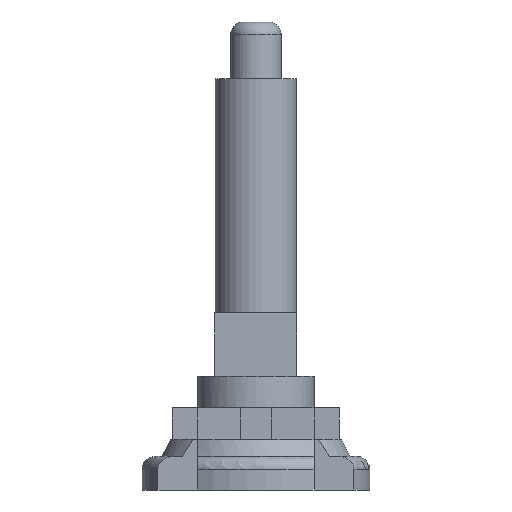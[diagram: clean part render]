
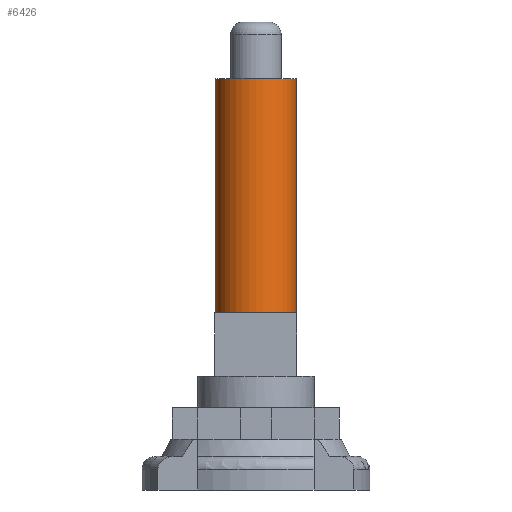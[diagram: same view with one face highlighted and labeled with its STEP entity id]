
A CAD part, front view. The second image highlights one B-rep face of the part: STEP entity #6426.
In plain terms, the highlighted cylindrical face has radius 3.2 mm (diameter 6.4 mm), a full revolution.
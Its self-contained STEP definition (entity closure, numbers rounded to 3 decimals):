
#6426 = ADVANCED_FACE('',(#6427),#6441,.T.);
#6427 = FACE_BOUND('',#6428,.T.);
#6428 = EDGE_LOOP('',(#6429,#6459,#6486,#6487));
#6429 = ORIENTED_EDGE('',*,*,#6430,.T.);
#6430 = EDGE_CURVE('',#6431,#6433,#6435,.T.);
#6431 = VERTEX_POINT('',#6432);
#6432 = CARTESIAN_POINT('',(3.2,0.,16.));
#6433 = VERTEX_POINT('',#6434);
#6434 = CARTESIAN_POINT('',(3.2,0.,34.5));
#6435 = SEAM_CURVE('',#6436,(#6440,#6452),.PCURVE_S1.);
#6436 = LINE('',#6437,#6438);
#6437 = CARTESIAN_POINT('',(3.2,0.,16.));
#6438 = VECTOR('',#6439,1.);
#6439 = DIRECTION('',(0.,0.,1.));
#6440 = PCURVE('',#6441,#6446);
#6441 = CYLINDRICAL_SURFACE('',#6442,3.2);
#6442 = AXIS2_PLACEMENT_3D('',#6443,#6444,#6445);
#6443 = CARTESIAN_POINT('',(0.,0.,16.));
#6444 = DIRECTION('',(0.,0.,1.));
#6445 = DIRECTION('',(1.,0.,0.));
#6446 = DEFINITIONAL_REPRESENTATION('',(#6447),#6451);
#6447 = LINE('',#6448,#6449);
#6448 = CARTESIAN_POINT('',(6.283,-0.));
#6449 = VECTOR('',#6450,1.);
#6450 = DIRECTION('',(0.,1.));
#6451 = ( GEOMETRIC_REPRESENTATION_CONTEXT(2) 
PARAMETRIC_REPRESENTATION_CONTEXT() REPRESENTATION_CONTEXT('2D SPACE',''
  ) );
#6452 = PCURVE('',#6441,#6453);
#6453 = DEFINITIONAL_REPRESENTATION('',(#6454),#6458);
#6454 = LINE('',#6455,#6456);
#6455 = CARTESIAN_POINT('',(0.,-0.));
#6456 = VECTOR('',#6457,1.);
#6457 = DIRECTION('',(0.,1.));
#6458 = ( GEOMETRIC_REPRESENTATION_CONTEXT(2) 
PARAMETRIC_REPRESENTATION_CONTEXT() REPRESENTATION_CONTEXT('2D SPACE',''
  ) );
#6459 = ORIENTED_EDGE('',*,*,#6460,.F.);
#6460 = EDGE_CURVE('',#6433,#6433,#6461,.T.);
#6461 = SURFACE_CURVE('',#6462,(#6467,#6474),.PCURVE_S1.);
#6462 = CIRCLE('',#6463,3.2);
#6463 = AXIS2_PLACEMENT_3D('',#6464,#6465,#6466);
#6464 = CARTESIAN_POINT('',(0.,0.,34.5));
#6465 = DIRECTION('',(0.,0.,1.));
#6466 = DIRECTION('',(1.,0.,0.));
#6467 = PCURVE('',#6441,#6468);
#6468 = DEFINITIONAL_REPRESENTATION('',(#6469),#6473);
#6469 = LINE('',#6470,#6471);
#6470 = CARTESIAN_POINT('',(0.,18.5));
#6471 = VECTOR('',#6472,1.);
#6472 = DIRECTION('',(1.,0.));
#6473 = ( GEOMETRIC_REPRESENTATION_CONTEXT(2) 
PARAMETRIC_REPRESENTATION_CONTEXT() REPRESENTATION_CONTEXT('2D SPACE',''
  ) );
#6474 = PCURVE('',#6475,#6480);
#6475 = PLANE('',#6476);
#6476 = AXIS2_PLACEMENT_3D('',#6477,#6478,#6479);
#6477 = CARTESIAN_POINT('',(0.,0.,34.5));
#6478 = DIRECTION('',(0.,0.,1.));
#6479 = DIRECTION('',(1.,0.,0.));
#6480 = DEFINITIONAL_REPRESENTATION('',(#6481),#6485);
#6481 = CIRCLE('',#6482,3.2);
#6482 = AXIS2_PLACEMENT_2D('',#6483,#6484);
#6483 = CARTESIAN_POINT('',(0.,0.));
#6484 = DIRECTION('',(1.,0.));
#6485 = ( GEOMETRIC_REPRESENTATION_CONTEXT(2) 
PARAMETRIC_REPRESENTATION_CONTEXT() REPRESENTATION_CONTEXT('2D SPACE',''
  ) );
#6486 = ORIENTED_EDGE('',*,*,#6430,.F.);
#6487 = ORIENTED_EDGE('',*,*,#6488,.T.);
#6488 = EDGE_CURVE('',#6431,#6431,#6489,.T.);
#6489 = SURFACE_CURVE('',#6490,(#6495,#6502),.PCURVE_S1.);
#6490 = CIRCLE('',#6491,3.2);
#6491 = AXIS2_PLACEMENT_3D('',#6492,#6493,#6494);
#6492 = CARTESIAN_POINT('',(0.,0.,16.));
#6493 = DIRECTION('',(0.,0.,1.));
#6494 = DIRECTION('',(1.,0.,0.));
#6495 = PCURVE('',#6441,#6496);
#6496 = DEFINITIONAL_REPRESENTATION('',(#6497),#6501);
#6497 = LINE('',#6498,#6499);
#6498 = CARTESIAN_POINT('',(0.,0.));
#6499 = VECTOR('',#6500,1.);
#6500 = DIRECTION('',(1.,0.));
#6501 = ( GEOMETRIC_REPRESENTATION_CONTEXT(2) 
PARAMETRIC_REPRESENTATION_CONTEXT() REPRESENTATION_CONTEXT('2D SPACE',''
  ) );
#6502 = PCURVE('',#6503,#6508);
#6503 = PLANE('',#6504);
#6504 = AXIS2_PLACEMENT_3D('',#6505,#6506,#6507);
#6505 = CARTESIAN_POINT('',(-3.25,-3.25,16.));
#6506 = DIRECTION('',(0.,0.,1.));
#6507 = DIRECTION('',(1.,0.,0.));
#6508 = DEFINITIONAL_REPRESENTATION('',(#6509),#6513);
#6509 = CIRCLE('',#6510,3.2);
#6510 = AXIS2_PLACEMENT_2D('',#6511,#6512);
#6511 = CARTESIAN_POINT('',(3.25,3.25));
#6512 = DIRECTION('',(1.,0.));
#6513 = ( GEOMETRIC_REPRESENTATION_CONTEXT(2) 
PARAMETRIC_REPRESENTATION_CONTEXT() REPRESENTATION_CONTEXT('2D SPACE',''
  ) );
